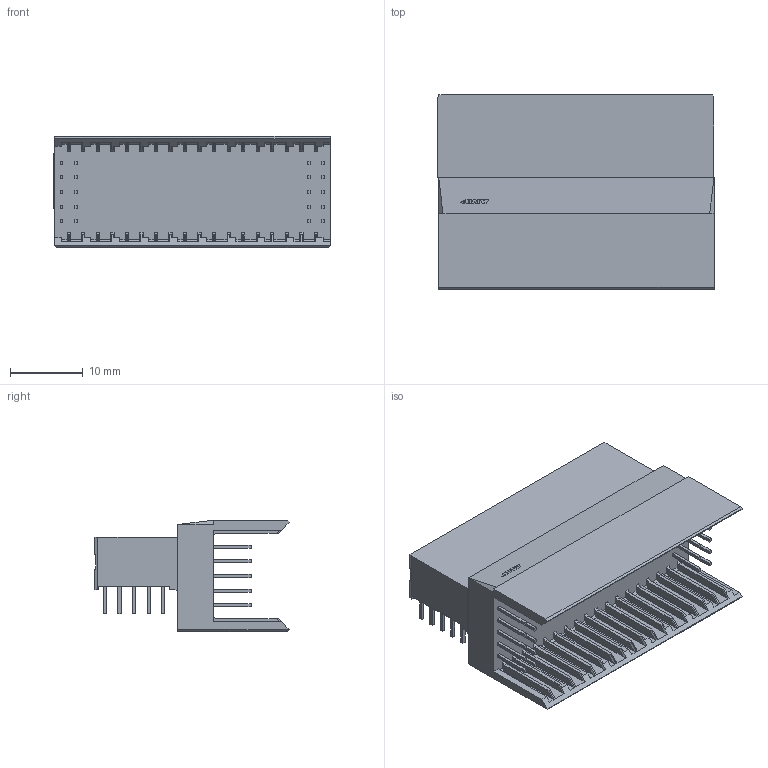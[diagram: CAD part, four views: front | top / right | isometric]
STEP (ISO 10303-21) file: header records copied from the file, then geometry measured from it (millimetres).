
FILE_DESCRIPTION(/* description */ (''),/* implementation_level */ '2;1');
FILE_NAME(/* name */ 'TYCO_5352406-1.stp',/* time_stamp */ '2016-04-27T10:53:28+02:00',/* author */ ('riccim'),/* organization */ ('SolidWorks'),/* preprocessor_version */ 'ST-DEVELOPER v15.5',/* originating_system */ 'AutoCAD Mechanical',/* authorisation */ ' ');
FILE_SCHEMA (('AUTOMOTIVE_DESIGN { 1 0 10303 214 3 1 1 }'));
Length unit declared in the file: millimetre
Products named in the file (1): Product
Bounding box: 38 x 26.75 x 15.35 mm (x, y, z)
Volume: 6637.7 mm3; surface area: 5295 mm2
Topology: 41 solids, 41 shells, 648 faces, 1679 edges, 1118 vertices
Faces by surface type: plane 644, cylinder 2, bspline 2
Entity records: 19410 total; most frequent: CARTESIAN_POINT 3516, ORIENTED_EDGE 3358, DIRECTION 2973, EDGE_CURVE 1679, LINE 1671, VECTOR 1671, VERTEX_POINT 1118, EDGE_LOOP 653
